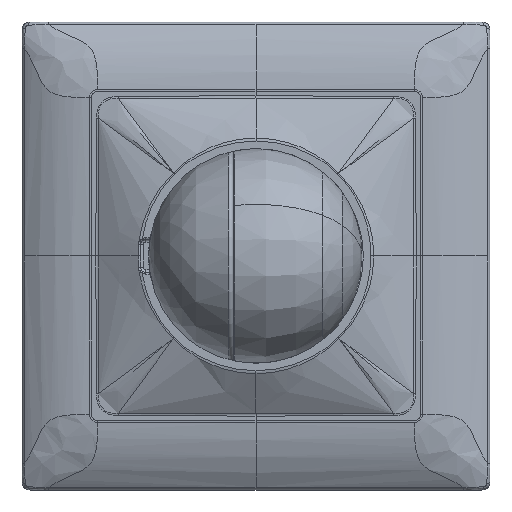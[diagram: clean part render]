
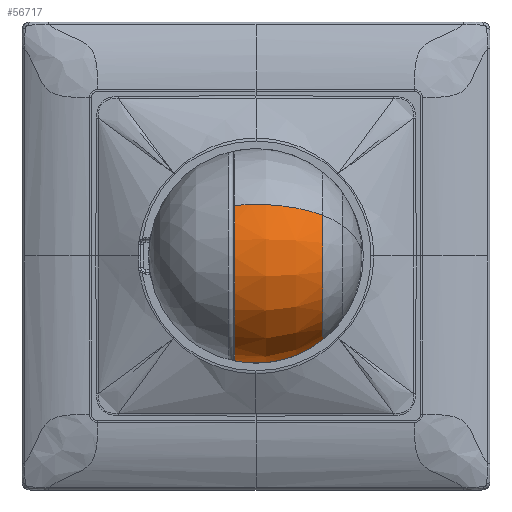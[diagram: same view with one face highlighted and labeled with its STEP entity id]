
A CAD part, top view. The second image highlights one B-rep face of the part: STEP entity #56717.
In plain terms, the highlighted face is a revolution surface.
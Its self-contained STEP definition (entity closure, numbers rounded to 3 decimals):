
#56641=CARTESIAN_POINT('Axis2P3D Location',(-3.978,0.,33.104)) ;
#56645=CARTESIAN_POINT('Vertex',(-3.978,-19.677,33.)) ;
#56647=CARTESIAN_POINT('Vertex',(-3.978,9.434,50.372)) ;
#56679=CARTESIAN_POINT('Control Point',(-3.978,0.,52.781)) ;
#56680=CARTESIAN_POINT('Control Point',(0.295,0.,53.633)) ;
#56681=CARTESIAN_POINT('Control Point',(4.817,0.,53.264)) ;
#56682=CARTESIAN_POINT('Control Point',(9.028,0.,51.576)) ;
#56683=CARTESIAN_POINT('Control Point',(12.472,0.,48.908)) ;
#56684=CARTESIAN_POINT('Axis1P Location',(6.891,0.,33.104)) ;
#56688=CARTESIAN_POINT('Axis2P3D Location',(12.472,0.,33.104)) ;
#56692=CARTESIAN_POINT('Vertex',(12.472,-15.803,33.)) ;
#56694=CARTESIAN_POINT('Vertex',(12.472,7.577,46.973)) ;
#56698=CARTESIAN_POINT('Control Point',(-3.978,9.434,50.372)) ;
#56699=CARTESIAN_POINT('Control Point',(0.295,9.842,51.119)) ;
#56700=CARTESIAN_POINT('Control Point',(4.817,9.665,50.796)) ;
#56701=CARTESIAN_POINT('Control Point',(9.028,8.856,49.315)) ;
#56702=CARTESIAN_POINT('Control Point',(12.472,7.577,46.973)) ;
#56705=CARTESIAN_POINT('Control Point',(12.472,-15.803,33.)) ;
#56706=CARTESIAN_POINT('Control Point',(9.028,-18.472,33.)) ;
#56707=CARTESIAN_POINT('Control Point',(4.817,-20.16,33.)) ;
#56708=CARTESIAN_POINT('Control Point',(0.295,-20.528,33.)) ;
#56709=CARTESIAN_POINT('Control Point',(-3.978,-19.677,33.)) ;
#56642=DIRECTION('Axis2P3D Direction',(-1.,0.,0.)) ;
#56685=DIRECTION('Axis1P Direction',(-1.,0.,0.)) ;
#56689=DIRECTION('Axis2P3D Direction',(-1.,0.,0.)) ;
#56643=AXIS2_PLACEMENT_3D('Circle Axis2P3D',#56641,#56642,$) ;
#56690=AXIS2_PLACEMENT_3D('Circle Axis2P3D',#56688,#56689,$) ;
#56712=ORIENTED_EDGE('',*,*,#56696,.T.) ;
#56713=ORIENTED_EDGE('',*,*,#56703,.F.) ;
#56714=ORIENTED_EDGE('',*,*,#56649,.F.) ;
#56715=ORIENTED_EDGE('',*,*,#56710,.F.) ;
#56717=ADVANCED_FACE('Body.7',(#56716),#56687,.F.) ;
#56686=AXIS1_PLACEMENT('Revolution Surface Axis1P',#56684,#56685) ;
#56678=B_SPLINE_CURVE_WITH_KNOTS('',4,(#56679,#56680,#56681,#56682,#56683),.UNSPECIFIED.,.F.,.U.,(5,5),(27.979,45.405),.UNSPECIFIED.) ;
#56697=B_SPLINE_CURVE_WITH_KNOTS('',4,(#56698,#56699,#56700,#56701,#56702),.UNSPECIFIED.,.F.,.U.,(5,5),(27.979,45.405),.UNSPECIFIED.) ;
#56704=B_SPLINE_CURVE_WITH_KNOTS('',4,(#56705,#56706,#56707,#56708,#56709),.UNSPECIFIED.,.F.,.U.,(5,5),(0.,24.645),.UNSPECIFIED.) ;
#56644=CIRCLE('generated circle',#56643,19.677) ;
#56691=CIRCLE('generated circle',#56690,15.804) ;
#56649=EDGE_CURVE('',#56646,#56648,#56644,.T.) ;
#56696=EDGE_CURVE('',#56693,#56695,#56691,.T.) ;
#56703=EDGE_CURVE('',#56648,#56695,#56697,.T.) ;
#56710=EDGE_CURVE('',#56693,#56646,#56704,.T.) ;
#56711=EDGE_LOOP('',(#56712,#56713,#56714,#56715)) ;
#56716=FACE_OUTER_BOUND('',#56711,.T.) ;
#56687=SURFACE_OF_REVOLUTION('Surface of Revolution',#56678,#56686) ;
#56646=VERTEX_POINT('',#56645) ;
#56648=VERTEX_POINT('',#56647) ;
#56693=VERTEX_POINT('',#56692) ;
#56695=VERTEX_POINT('',#56694) ;
